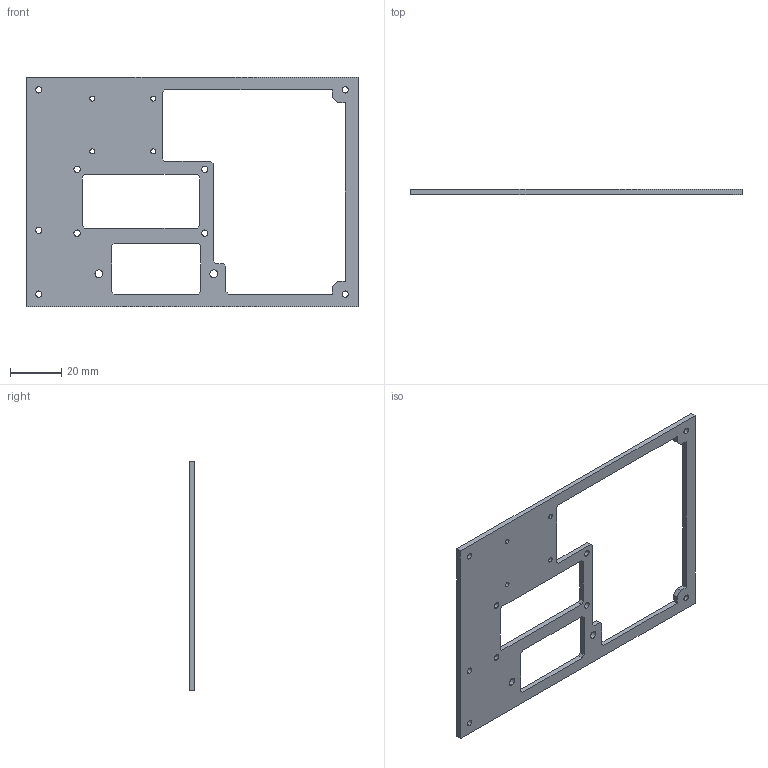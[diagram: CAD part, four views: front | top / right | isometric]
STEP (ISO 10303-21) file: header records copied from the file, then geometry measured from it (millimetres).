
FILE_DESCRIPTION (( 'STEP AP214' ), '1' );
FILE_NAME ('dispositif-acquisition-support.STEP', '2024-01-29T07:47:12', ( '' ), ( '' ), 'SwSTEP 2.0', 'SolidWorks 2023', '' );
FILE_SCHEMA (( 'AUTOMOTIVE_DESIGN' ));
Length unit declared in the file: millimetre
Products named in the file (1): dispositif-acquisition-support
Bounding box: 130 x 2 x 90 mm (x, y, z)
Volume: 10752.6 mm3; surface area: 12935.7 mm2
Topology: 1 solids, 1 shells, 72 faces, 210 edges, 140 vertices
Faces by surface type: plane 42, cylinder 30
Entity records: 2489 total; most frequent: CARTESIAN_POINT 423, ORIENTED_EDGE 420, DIRECTION 416, EDGE_CURVE 210, VECTOR 150, LINE 150, VERTEX_POINT 140, AXIS2_PLACEMENT_3D 133
